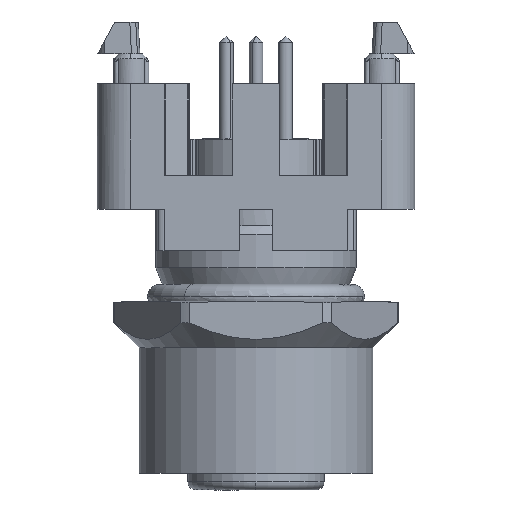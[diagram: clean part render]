
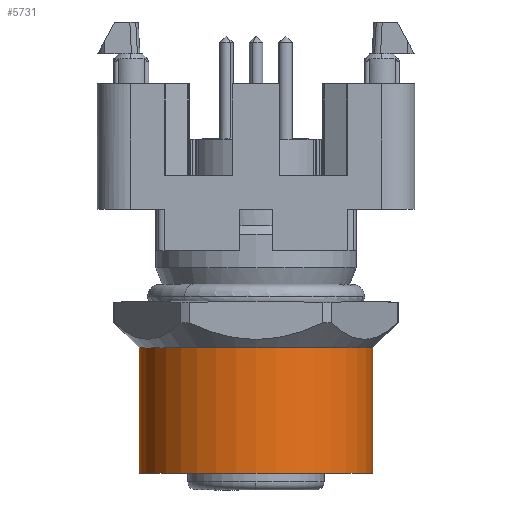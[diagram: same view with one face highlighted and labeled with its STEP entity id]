
A CAD part, front view. The second image highlights one B-rep face of the part: STEP entity #5731.
In plain terms, the highlighted cylindrical face has radius 7 mm (diameter 14 mm), a partial arc.
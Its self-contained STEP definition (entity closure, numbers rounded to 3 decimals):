
#5674=AXIS2_PLACEMENT_3D('Circle Axis2P3D',#5672,#5673,$) ;
#5704=AXIS2_PLACEMENT_3D('Cylinder Axis2P3D',#5701,#5702,#5703) ;
#5722=AXIS2_PLACEMENT_3D('Circle Axis2P3D',#5720,#5721,$) ;
#5667=CARTESIAN_POINT('Vertex',(2.47,8.5,8.5)) ;
#5669=CARTESIAN_POINT('Vertex',(16.47,8.5,8.5)) ;
#5672=CARTESIAN_POINT('Axis2P3D Location',(9.47,8.5,8.5)) ;
#5701=CARTESIAN_POINT('Axis2P3D Location',(9.47,8.5,4.75)) ;
#5706=CARTESIAN_POINT('Line Origine',(16.47,8.5,4.75)) ;
#5710=CARTESIAN_POINT('Vertex',(16.47,8.5,1.)) ;
#5713=CARTESIAN_POINT('Line Origine',(2.47,8.5,4.75)) ;
#5717=CARTESIAN_POINT('Vertex',(2.47,8.5,1.)) ;
#5720=CARTESIAN_POINT('Axis2P3D Location',(9.47,8.5,1.)) ;
#5673=DIRECTION('Axis2P3D Direction',(0.,0.,-1.)) ;
#5702=DIRECTION('Axis2P3D Direction',(0.,0.,-1.)) ;
#5703=DIRECTION('Axis2P3D XDirection',(1.,0.,0.)) ;
#5707=DIRECTION('Vector Direction',(0.,0.,-1.)) ;
#5714=DIRECTION('Vector Direction',(0.,0.,-1.)) ;
#5721=DIRECTION('Axis2P3D Direction',(0.,0.,-1.)) ;
#5708=VECTOR('Line Direction',#5707,1.) ;
#5715=VECTOR('Line Direction',#5714,1.) ;
#5726=ORIENTED_EDGE('',*,*,#5712,.T.) ;
#5727=ORIENTED_EDGE('',*,*,#5676,.T.) ;
#5728=ORIENTED_EDGE('',*,*,#5719,.T.) ;
#5729=ORIENTED_EDGE('',*,*,#5724,.F.) ;
#5731=ADVANCED_FACE('V1',(#5730),#5705,.T.) ;
#5675=CIRCLE('generated circle',#5674,7.) ;
#5723=CIRCLE('generated circle',#5722,7.) ;
#5705=CYLINDRICAL_SURFACE('generated cylinder',#5704,7.) ;
#5676=EDGE_CURVE('',#5670,#5668,#5675,.T.) ;
#5712=EDGE_CURVE('',#5711,#5670,#5709,.F.) ;
#5719=EDGE_CURVE('',#5668,#5718,#5716,.T.) ;
#5724=EDGE_CURVE('',#5711,#5718,#5723,.T.) ;
#5725=EDGE_LOOP('',(#5726,#5727,#5728,#5729)) ;
#5730=FACE_OUTER_BOUND('',#5725,.T.) ;
#5709=LINE('Line',#5706,#5708) ;
#5716=LINE('Line',#5713,#5715) ;
#5668=VERTEX_POINT('',#5667) ;
#5670=VERTEX_POINT('',#5669) ;
#5711=VERTEX_POINT('',#5710) ;
#5718=VERTEX_POINT('',#5717) ;
